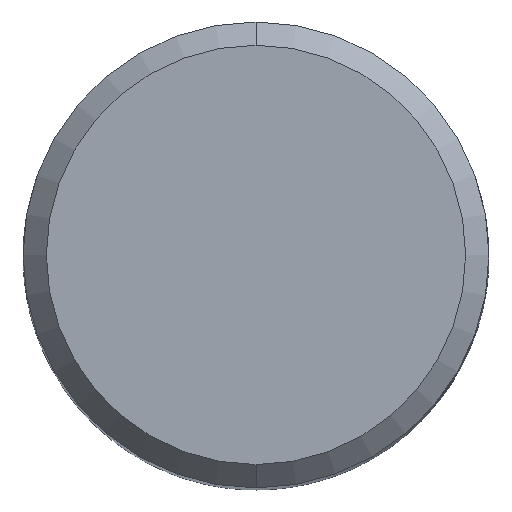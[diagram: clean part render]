
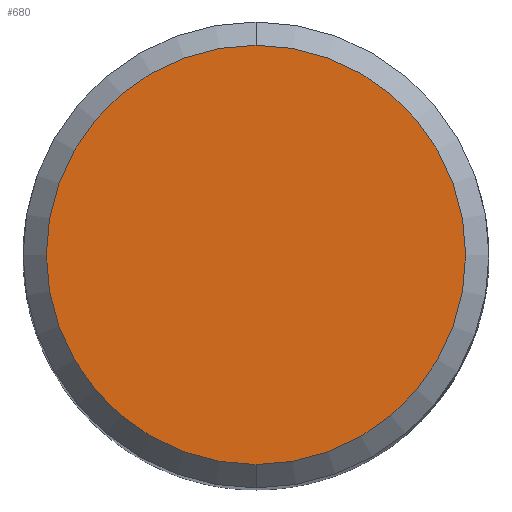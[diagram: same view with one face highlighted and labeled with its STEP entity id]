
A CAD part, top view. The second image highlights one B-rep face of the part: STEP entity #680.
In plain terms, the highlighted planar face has unit normal (0, 0, 1).
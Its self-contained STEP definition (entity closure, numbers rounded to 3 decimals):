
#680=ADVANCED_FACE('',(#1422),#1423,.T.);
#824=EDGE_CURVE('',#952,#844,#1579,.T.);
#844=VERTEX_POINT('',#1599);
#848=EDGE_CURVE('',#844,#952,#1603,.T.);
#952=VERTEX_POINT('',#1715);
#1422=FACE_OUTER_BOUND('',#3716,.T.);
#1423=PLANE('',#3717);
#1579=CIRCLE('',#5535,9.0);
#1599=CARTESIAN_POINT('',(0.,-9.0,0.0));
#1603=CIRCLE('',#5581,9.0);
#1715=CARTESIAN_POINT('',(0.0,9.0,0.0));
#3716=EDGE_LOOP('',(#7448,#7449));
#3717=AXIS2_PLACEMENT_3D('',#7450,#7451,#7452);
#5535=AXIS2_PLACEMENT_3D('',#7597,#7598,#7599);
#5581=AXIS2_PLACEMENT_3D('',#7610,#7611,#7612);
#7448=ORIENTED_EDGE('',*,*,#824,.F.);
#7449=ORIENTED_EDGE('',*,*,#848,.F.);
#7450=CARTESIAN_POINT('',(0.0,4.5,0.0));
#7451=DIRECTION('',(-0.0,0.0,1.0));
#7452=DIRECTION('',(0.0,-1.0,0.0));
#7597=CARTESIAN_POINT('',(0.0,0.0,0.0));
#7598=DIRECTION('',(0.0,0.0,-1.0));
#7599=DIRECTION('',(0.0,1.0,0.0));
#7610=CARTESIAN_POINT('',(0.0,0.0,0.0));
#7611=DIRECTION('',(0.0,0.0,-1.0));
#7612=DIRECTION('',(0.0,1.0,0.0));
